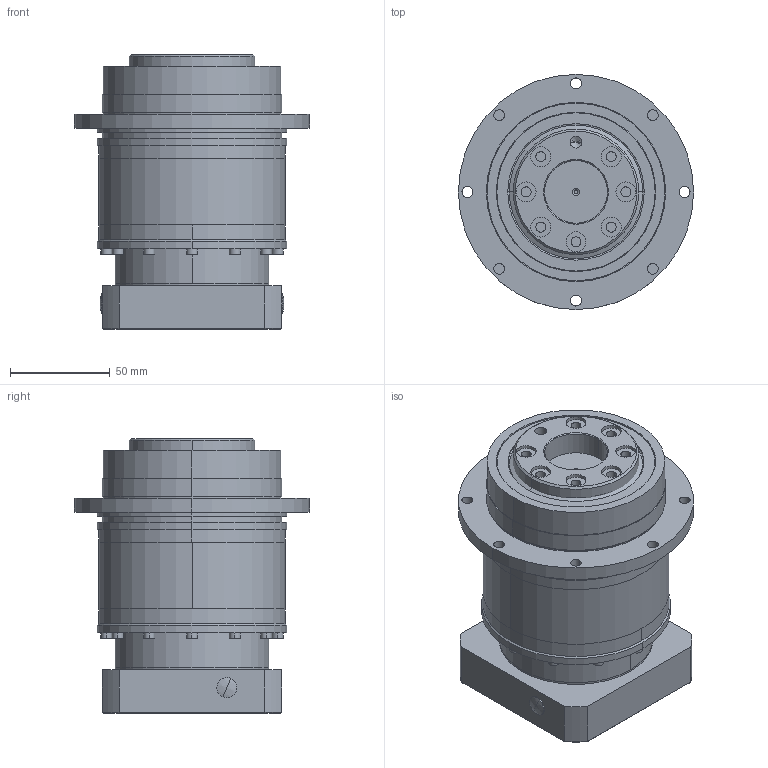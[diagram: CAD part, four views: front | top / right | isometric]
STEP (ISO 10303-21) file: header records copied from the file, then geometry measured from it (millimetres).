
FILE_DESCRIPTION (( 'STEP AP203' ), '1' );
FILE_NAME ('PHY090双段外观(入力19-70-90-M5).STEP', '2017-12-07T05:17:34', ( 'Sky123.Org' ), ( 'Sky123.Org' ), 'SwSTEP 2.0', 'SolidWorks 2012', '' );
FILE_SCHEMA (( 'CONFIG_CONTROL_DESIGN' ));
Length unit declared in the file: millimetre
Products named in the file (1): PHY090双段外观(入力19-70-90-M5)
Bounding box: 118 x 118 x 138 mm (x, y, z)
Volume: 841970.3 mm3; surface area: 161701.6 mm2
Topology: 30 solids, 31 shells, 889 faces, 2151 edges, 1333 vertices
Faces by surface type: plane 454, cylinder 251, cone 144, torus 20, bspline 16, sphere 4
Entity records: 26809 total; most frequent: CARTESIAN_POINT 5566, DIRECTION 4646, ORIENTED_EDGE 4218, EDGE_CURVE 2109, AXIS2_PLACEMENT_3D 1785, VERTEX_POINT 1333, LINE 1076, VECTOR 1076
